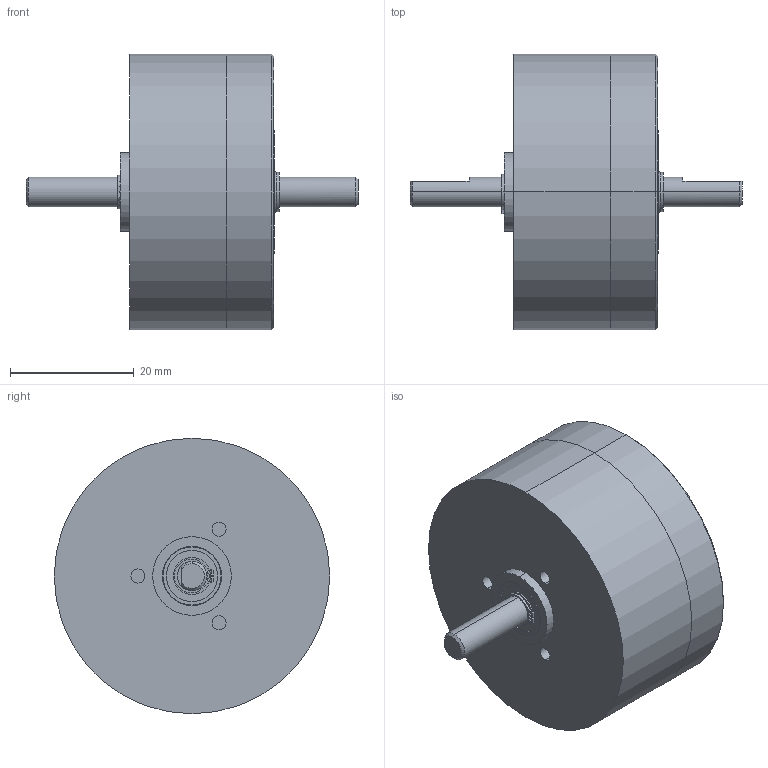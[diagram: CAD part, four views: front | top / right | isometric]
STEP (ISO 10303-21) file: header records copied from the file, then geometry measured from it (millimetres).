
FILE_DESCRIPTION (( 'STEP AP214' ), '1' );
FILE_NAME ('HPM-8__EF.STEP', '2013-06-25T20:07:09', ( 'Jeff' ), ( '' ), 'SwSTEP 2.0', 'SolidWorks 2013', '' );
FILE_SCHEMA (( 'AUTOMOTIVE_DESIGN' ));
Length unit declared in the file: inch
Products named in the file (1): HPM-8__EF
Bounding box: 53.57 x 44.45 x 44.45 mm (x, y, z)
Surface area: 8365.1 mm2 (no closed solid volume)
Topology: 0 solids, 8 shells, 78 faces, 411 edges, 346 vertices
Faces by surface type: cylinder 39, plane 23, cone 10, torus 6
Entity records: 5356 total; most frequent: CARTESIAN_POINT 848, DIRECTION 808, ORIENTED_EDGE 558, EDGE_CURVE 411, VERTEX_POINT 346, AXIS2_PLACEMENT_3D 322, CIRCLE 243, LINE 164
